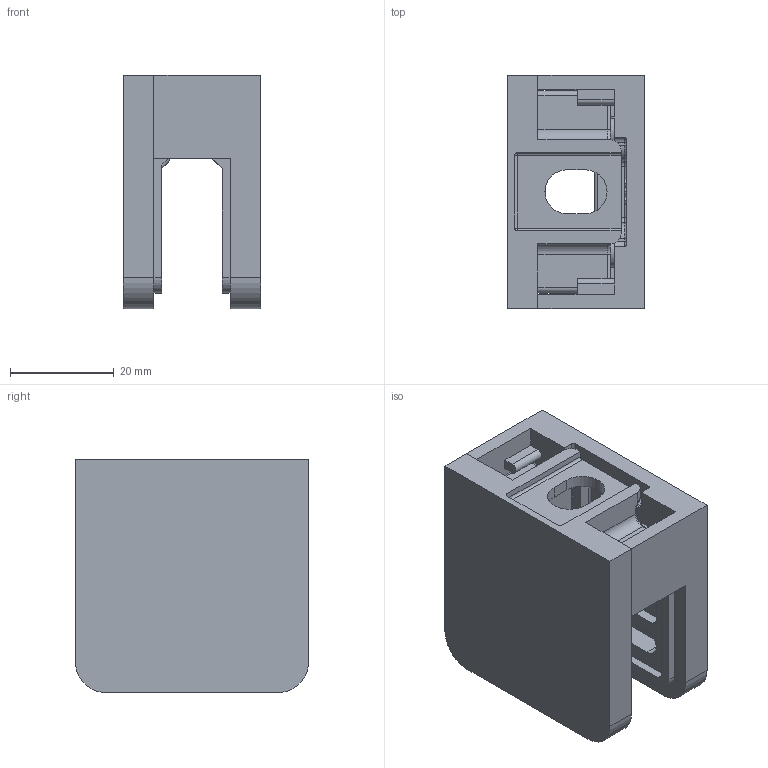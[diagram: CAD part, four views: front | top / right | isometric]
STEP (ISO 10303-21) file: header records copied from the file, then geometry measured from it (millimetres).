
FILE_DESCRIPTION (( 'STEP AP203' ), '1' );
FILE_NAME ('ZN_2100-000.STEP', '2022-10-07T11:54:31', ( '' ), ( '' ), 'SwSTEP 2.0', 'SolidWorks 2019', '' );
FILE_SCHEMA (( 'CONFIG_CONTROL_DESIGN' ));
Length unit declared in the file: millimetre
Products named in the file (4): ZN_2100-000_1; ZN_2100-000; ZN_2100-000_2; Skrutka DIN 7991_Skrutka M 6x 16 
Assembly tree (4 placements, depth 2):
  ZN_2100-000
    ZN_2100-000_1
    ZN_2100-000_2
    Skrutka DIN 7991_Skrutka M 6x 16   x2
Bounding box: 26.5 x 45 x 45 mm (x, y, z)
Volume: 26460.6 mm3; surface area: 16661.2 mm2
Topology: 4 solids, 4 shells, 427 faces, 1083 edges, 680 vertices
Faces by surface type: plane 171, cylinder 134, bspline 74, torus 24, cone 16, sphere 8
Entity records: 18529 total; most frequent: CARTESIAN_POINT 8564, ORIENTED_EDGE 2066, DIRECTION 1831, EDGE_CURVE 1033, VERTEX_POINT 658, AXIS2_PLACEMENT_3D 621, LINE 589, VECTOR 589
